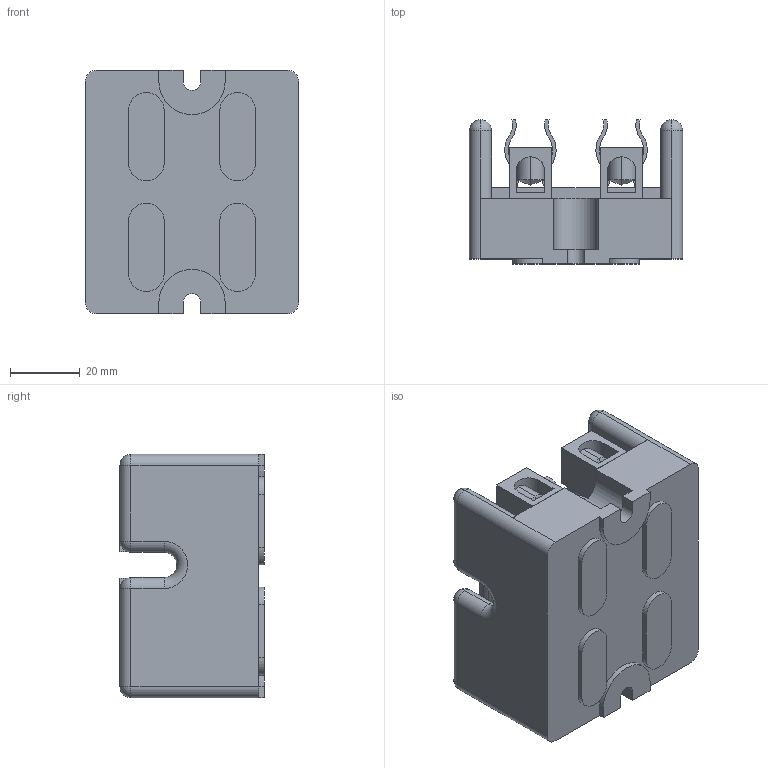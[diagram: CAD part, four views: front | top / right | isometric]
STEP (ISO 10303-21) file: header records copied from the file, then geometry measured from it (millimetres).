
FILE_DESCRIPTION (( 'STEP AP214' ), '1' );
FILE_NAME ('T30060-2CR.STEP', '2020-03-02T12:47:21', ( '' ), ( '' ), 'SwSTEP 2.0', 'SolidWorks 2019', '' );
FILE_SCHEMA (( 'AUTOMOTIVE_DESIGN' ));
Length unit declared in the file: inch
Products named in the file (1): T30060-2CR
Bounding box: 61.2 x 41.4 x 69.85 mm (x, y, z)
Volume: 100372.2 mm3; surface area: 33440.1 mm2
Topology: 9 solids, 9 shells, 319 faces, 855 edges, 534 vertices
Faces by surface type: plane 148, cylinder 139, sphere 16, cone 8, torus 6, bspline 2
Entity records: 10295 total; most frequent: CARTESIAN_POINT 2057, DIRECTION 1763, ORIENTED_EDGE 1662, EDGE_CURVE 831, AXIS2_PLACEMENT_3D 624, VERTEX_POINT 534, LINE 515, VECTOR 515
